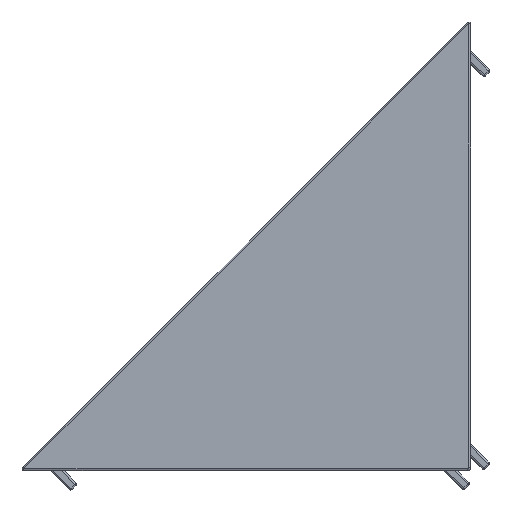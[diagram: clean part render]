
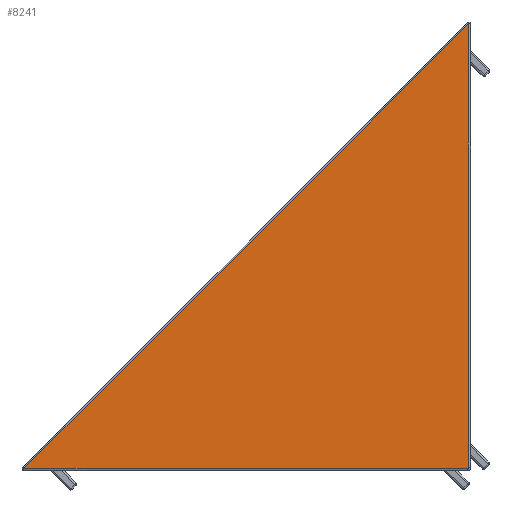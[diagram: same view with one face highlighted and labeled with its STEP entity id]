
A CAD part, top view. The second image highlights one B-rep face of the part: STEP entity #8241.
In plain terms, the highlighted planar face has unit normal (0.006, -0.006, 1).
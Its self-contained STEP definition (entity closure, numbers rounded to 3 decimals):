
#607 = CARTESIAN_POINT ( 'NONE',  ( -0.298, 75.8, 19.151 ) ) ;
#1067 = VECTOR ( 'NONE', #13973, 1000. ) ;
#1282 = EDGE_CURVE ( 'NONE', #5916, #10094, #3802, .T. ) ;
#1326 = CARTESIAN_POINT ( 'NONE',  ( -0.298, 75.274, 19.147 ) ) ;
#2341 = VECTOR ( 'NONE', #5060, 1000. ) ;
#2525 = EDGE_CURVE ( 'NONE', #20558, #5916, #8206, .T. ) ;
#3171 = VERTEX_POINT ( 'NONE', #27634 ) ;
#3802 = LINE ( 'NONE', #10159, #15284 ) ;
#4246 = CARTESIAN_POINT ( 'NONE',  ( -0.298, 0.498, 18.686 ) ) ;
#4775 = ORIENTED_EDGE ( 'NONE', *, *, #15324, .T. ) ;
#4862 = CARTESIAN_POINT ( 'NONE',  ( 0., 76., 19.15 ) ) ;
#5060 = DIRECTION ( 'NONE',  ( 0., 1., 0.006 ) ) ;
#5560 = FACE_OUTER_BOUND ( 'NONE', #17759, .T. ) ;
#5916 = VERTEX_POINT ( 'NONE', #1326 ) ;
#6770 =( BOUNDED_CURVE ( )  B_SPLINE_CURVE ( 3, ( #8538, #14832, #17157, #4246 ),
 .UNSPECIFIED., .F., .F. ) 
 B_SPLINE_CURVE_WITH_KNOTS ( ( 4, 4 ),
 ( 2.356, 3.927 ),
 .UNSPECIFIED. ) 
 CURVE ( )  GEOMETRIC_REPRESENTATION_ITEM ( )  RATIONAL_B_SPLINE_CURVE ( ( 1., 0.805, 0.805, 1. ) ) 
 REPRESENTATION_ITEM ( '' )  );
#6994 = PLANE ( 'NONE',  #10870 ) ;
#7077 = DIRECTION ( 'NONE',  ( -1., 0., 0.006 ) ) ;
#8206 = LINE ( 'NONE', #607, #2341 ) ;
#8241 = ADVANCED_FACE ( 'NONE', ( #5560 ), #6994, .F. ) ;
#8538 = CARTESIAN_POINT ( 'NONE',  ( -0.498, 0.298, 18.686 ) ) ;
#10094 = VERTEX_POINT ( 'NONE', #12440 ) ;
#10159 = CARTESIAN_POINT ( 'NONE',  ( -75.488, 0.084, 19.147 ) ) ;
#10870 = AXIS2_PLACEMENT_3D ( 'NONE', #4862, #19908, #7077 ) ;
#12440 = CARTESIAN_POINT ( 'NONE',  ( -75.274, 0.298, 19.147 ) ) ;
#12787 = CARTESIAN_POINT ( 'NONE',  ( -0.298, 0.498, 18.686 ) ) ;
#13296 = LINE ( 'NONE', #26864, #1067 ) ;
#13973 = DIRECTION ( 'NONE',  ( 1., 0., -0.006 ) ) ;
#14212 = ORIENTED_EDGE ( 'NONE', *, *, #1282, .T. ) ;
#14832 = CARTESIAN_POINT ( 'NONE',  ( -0.381, 0.298, 18.685 ) ) ;
#15284 = VECTOR ( 'NONE', #25123, 1000. ) ;
#15324 = EDGE_CURVE ( 'NONE', #10094, #3171, #13296, .T. ) ;
#15532 = EDGE_CURVE ( 'NONE', #3171, #20558, #6770, .T. ) ;
#17157 = CARTESIAN_POINT ( 'NONE',  ( -0.298, 0.381, 18.685 ) ) ;
#17759 = EDGE_LOOP ( 'NONE', ( #21463, #14212, #4775, #27111 ) ) ;
#19908 = DIRECTION ( 'NONE',  ( -0.006, 0.006, -1. ) ) ;
#20558 = VERTEX_POINT ( 'NONE', #12787 ) ;
#21463 = ORIENTED_EDGE ( 'NONE', *, *, #2525, .T. ) ;
#25123 = DIRECTION ( 'NONE',  ( -0.707, -0.707, 0. ) ) ;
#26864 = CARTESIAN_POINT ( 'NONE',  ( -0.5, 0.298, 18.686 ) ) ;
#27111 = ORIENTED_EDGE ( 'NONE', *, *, #15532, .T. ) ;
#27634 = CARTESIAN_POINT ( 'NONE',  ( -0.498, 0.298, 18.686 ) ) ;
